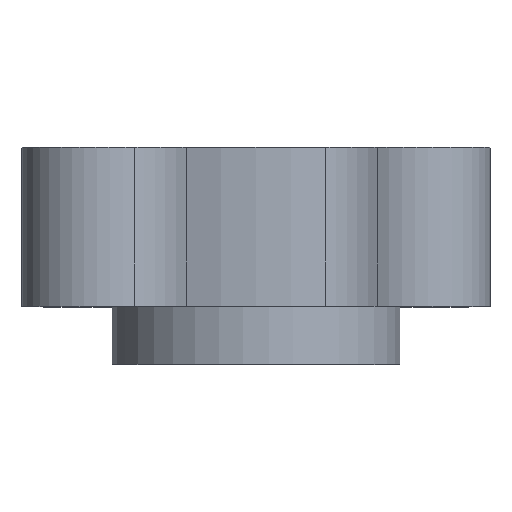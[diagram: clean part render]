
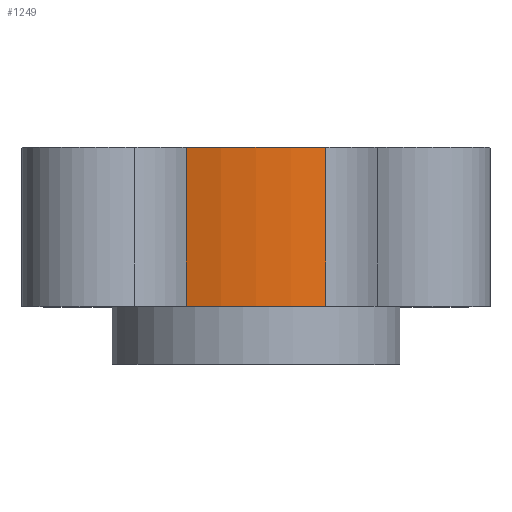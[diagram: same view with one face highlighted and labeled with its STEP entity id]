
A CAD part, top view. The second image highlights one B-rep face of the part: STEP entity #1249.
In plain terms, the highlighted cylindrical face has radius 10.16 mm (diameter 20.32 mm), a partial arc.
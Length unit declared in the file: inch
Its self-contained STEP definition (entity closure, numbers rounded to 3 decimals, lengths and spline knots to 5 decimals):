
#120 = DIRECTION ( 'NONE',  ( 0., -1., 0. ) ) ;
#124 = CARTESIAN_POINT ( 'NONE',  ( 0., 0.375, 0. ) ) ;
#131 = DIRECTION ( 'NONE',  ( 0., 0., -1. ) ) ;
#242 = DIRECTION ( 'NONE',  ( 0., 0., 1. ) ) ;
#270 = CARTESIAN_POINT ( 'NONE',  ( 0., 0.375, 0. ) ) ;
#273 = EDGE_CURVE ( 'NONE', #914, #735, #415, .T. ) ;
#356 = DIRECTION ( 'NONE',  ( 0., 1., 0. ) ) ;
#388 = EDGE_LOOP ( 'NONE', ( #1558, #990, #1124, #1491 ) ) ;
#396 = CIRCLE ( 'NONE', #688, 0.4 ) ;
#415 = CIRCLE ( 'NONE', #877, 0.4 ) ;
#445 = VERTEX_POINT ( 'NONE', #749 ) ;
#510 = DIRECTION ( 'NONE',  ( 0., 1., 0. ) ) ;
#529 = AXIS2_PLACEMENT_3D ( 'NONE', #124, #120, #131 ) ;
#555 = CYLINDRICAL_SURFACE ( 'NONE', #529, 0.4 ) ;
#559 = EDGE_CURVE ( 'NONE', #445, #966, #396, .T. ) ;
#591 = CARTESIAN_POINT ( 'NONE',  ( 0.12095, 0.375, 0.38128 ) ) ;
#610 = DIRECTION ( 'NONE',  ( 0., -1., 0. ) ) ;
#640 = VECTOR ( 'NONE', #610, 39.37008 ) ;
#654 = CARTESIAN_POINT ( 'NONE',  ( -0.12095, 0.375, 0.38128 ) ) ;
#657 = CARTESIAN_POINT ( 'NONE',  ( 0.12095, 0.375, 0.38128 ) ) ;
#688 = AXIS2_PLACEMENT_3D ( 'NONE', #270, #356, #242 ) ;
#710 = CARTESIAN_POINT ( 'NONE',  ( -0.12095, 0.1, 0.38128 ) ) ;
#735 = VERTEX_POINT ( 'NONE', #1040 ) ;
#749 = CARTESIAN_POINT ( 'NONE',  ( -0.12095, 0.375, 0.38128 ) ) ;
#877 = AXIS2_PLACEMENT_3D ( 'NONE', #1338, #1532, #1117 ) ;
#908 = VECTOR ( 'NONE', #510, 39.37008 ) ;
#914 = VERTEX_POINT ( 'NONE', #710 ) ;
#917 = FACE_OUTER_BOUND ( 'NONE', #388, .T. ) ;
#950 = LINE ( 'NONE', #654, #640 ) ;
#966 = VERTEX_POINT ( 'NONE', #657 ) ;
#967 = EDGE_CURVE ( 'NONE', #445, #914, #950, .T. ) ;
#975 = EDGE_CURVE ( 'NONE', #735, #966, #1241, .T. ) ;
#990 = ORIENTED_EDGE ( 'NONE', *, *, #967, .T. ) ;
#1040 = CARTESIAN_POINT ( 'NONE',  ( 0.12095, 0.1, 0.38128 ) ) ;
#1117 = DIRECTION ( 'NONE',  ( 0., 0., 1. ) ) ;
#1124 = ORIENTED_EDGE ( 'NONE', *, *, #273, .T. ) ;
#1241 = LINE ( 'NONE', #591, #908 ) ;
#1249 = ADVANCED_FACE ( 'NONE', ( #917 ), #555, .T. ) ;
#1338 = CARTESIAN_POINT ( 'NONE',  ( 0., 0.1, 0. ) ) ;
#1491 = ORIENTED_EDGE ( 'NONE', *, *, #975, .T. ) ;
#1532 = DIRECTION ( 'NONE',  ( 0., 1., 0. ) ) ;
#1558 = ORIENTED_EDGE ( 'NONE', *, *, #559, .F. ) ;
